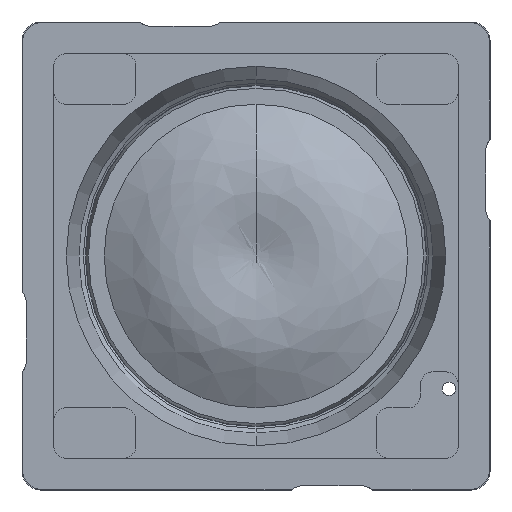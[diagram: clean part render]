
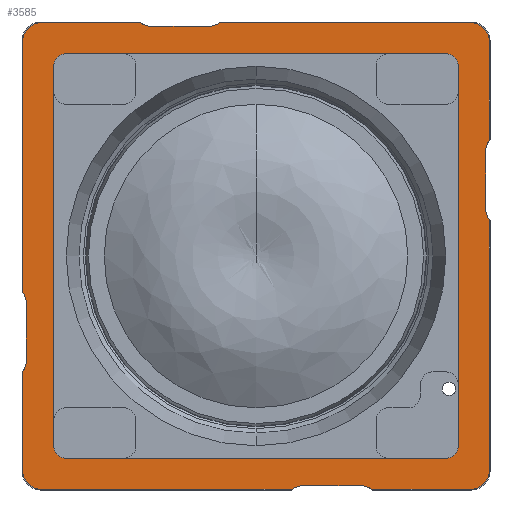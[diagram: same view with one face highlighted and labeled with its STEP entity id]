
A CAD part, front view. The second image highlights one B-rep face of the part: STEP entity #3585.
In plain terms, the highlighted planar face has unit normal (0, -1, 0).
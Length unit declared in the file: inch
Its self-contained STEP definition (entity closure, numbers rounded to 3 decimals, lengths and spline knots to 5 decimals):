
#1=DIRECTION('',(0.,0.,1.));
#2=VECTOR('',#1,6.);
#3=CARTESIAN_POINT('',(3.2,0.,-3.));
#4=LINE('',#3,#2);
#5=DIRECTION('',(-1.,0.,0.));
#6=VECTOR('',#5,6.);
#7=CARTESIAN_POINT('',(3.,0.,3.2));
#8=LINE('',#7,#6);
#9=DIRECTION('',(0.,0.,-1.));
#10=VECTOR('',#9,6.);
#11=CARTESIAN_POINT('',(-3.2,0.,3.));
#12=LINE('',#11,#10);
#13=DIRECTION('',(1.,0.,0.));
#14=VECTOR('',#13,6.);
#15=CARTESIAN_POINT('',(-3.,0.,-3.2));
#16=LINE('',#15,#14);
#17=DIRECTION('',(1.,0.,0.));
#18=VECTOR('',#17,1.56);
#19=CARTESIAN_POINT('',(-3.39,0.,3.69));
#20=LINE('',#19,#18);
#21=CARTESIAN_POINT('',(-1.65,0.,3.93));
#22=DIRECTION('',(0.,1.,0.));
#23=DIRECTION('',(0.,0.,-1.));
#24=AXIS2_PLACEMENT_3D('',#21,#22,#23);
#26=DIRECTION('',(-1.,0.,0.));
#27=VECTOR('',#26,0.9);
#28=CARTESIAN_POINT('',(-0.75,0.,3.63));
#29=LINE('',#28,#27);
#30=CARTESIAN_POINT('',(-0.75,0.,3.93));
#31=DIRECTION('',(0.,1.,0.));
#32=DIRECTION('',(0.6,0.,-0.8));
#33=AXIS2_PLACEMENT_3D('',#30,#31,#32);
#35=DIRECTION('',(1.,0.,0.));
#36=VECTOR('',#35,3.96);
#37=CARTESIAN_POINT('',(-0.57,0.,3.69));
#38=LINE('',#37,#36);
#39=CARTESIAN_POINT('',(3.39,0.,3.39));
#40=DIRECTION('',(0.,-1.,0.));
#41=DIRECTION('',(1.,0.,0.));
#42=AXIS2_PLACEMENT_3D('',#39,#40,#41);
#44=DIRECTION('',(0.,0.,-1.));
#45=VECTOR('',#44,1.56);
#46=CARTESIAN_POINT('',(3.69,0.,3.39));
#47=LINE('',#46,#45);
#48=CARTESIAN_POINT('',(3.93,0.,1.65));
#49=DIRECTION('',(0.,1.,0.));
#50=DIRECTION('',(-1.,0.,0.));
#51=AXIS2_PLACEMENT_3D('',#48,#49,#50);
#53=DIRECTION('',(0.,0.,1.));
#54=VECTOR('',#53,0.9);
#55=CARTESIAN_POINT('',(3.63,0.,0.75));
#56=LINE('',#55,#54);
#57=CARTESIAN_POINT('',(3.93,0.,0.75));
#58=DIRECTION('',(0.,1.,0.));
#59=DIRECTION('',(-0.8,0.,-0.6));
#60=AXIS2_PLACEMENT_3D('',#57,#58,#59);
#62=DIRECTION('',(0.,0.,-1.));
#63=VECTOR('',#62,3.96);
#64=CARTESIAN_POINT('',(3.69,0.,0.57));
#65=LINE('',#64,#63);
#66=CARTESIAN_POINT('',(3.39,0.,-3.39));
#67=DIRECTION('',(0.,-1.,0.));
#68=DIRECTION('',(0.,0.,-1.));
#69=AXIS2_PLACEMENT_3D('',#66,#67,#68);
#71=DIRECTION('',(-1.,0.,0.));
#72=VECTOR('',#71,1.56);
#73=CARTESIAN_POINT('',(3.39,0.,-3.69));
#74=LINE('',#73,#72);
#75=CARTESIAN_POINT('',(1.65,0.,-3.93));
#76=DIRECTION('',(0.,1.,0.));
#77=DIRECTION('',(0.,0.,1.));
#78=AXIS2_PLACEMENT_3D('',#75,#76,#77);
#80=DIRECTION('',(1.,0.,0.));
#81=VECTOR('',#80,0.9);
#82=CARTESIAN_POINT('',(0.75,0.,-3.63));
#83=LINE('',#82,#81);
#84=CARTESIAN_POINT('',(0.75,0.,-3.93));
#85=DIRECTION('',(0.,1.,0.));
#86=DIRECTION('',(-0.6,0.,0.8));
#87=AXIS2_PLACEMENT_3D('',#84,#85,#86);
#89=DIRECTION('',(-1.,0.,0.));
#90=VECTOR('',#89,3.96);
#91=CARTESIAN_POINT('',(0.57,0.,-3.69));
#92=LINE('',#91,#90);
#93=CARTESIAN_POINT('',(-3.39,0.,-3.39));
#94=DIRECTION('',(0.,-1.,0.));
#95=DIRECTION('',(-1.,0.,0.));
#96=AXIS2_PLACEMENT_3D('',#93,#94,#95);
#98=DIRECTION('',(0.,0.,1.));
#99=VECTOR('',#98,1.56);
#100=CARTESIAN_POINT('',(-3.69,0.,-3.39));
#101=LINE('',#100,#99);
#102=CARTESIAN_POINT('',(-3.93,0.,-1.65));
#103=DIRECTION('',(0.,1.,0.));
#104=DIRECTION('',(1.,0.,0.));
#105=AXIS2_PLACEMENT_3D('',#102,#103,#104);
#107=DIRECTION('',(0.,0.,-1.));
#108=VECTOR('',#107,0.9);
#109=CARTESIAN_POINT('',(-3.63,0.,-0.75));
#110=LINE('',#109,#108);
#111=CARTESIAN_POINT('',(-3.93,0.,-0.75));
#112=DIRECTION('',(0.,1.,0.));
#113=DIRECTION('',(0.8,0.,0.6));
#114=AXIS2_PLACEMENT_3D('',#111,#112,#113);
#116=DIRECTION('',(0.,0.,1.));
#117=VECTOR('',#116,3.96);
#118=CARTESIAN_POINT('',(-3.69,0.,-0.57));
#119=LINE('',#118,#117);
#120=CARTESIAN_POINT('',(-3.39,0.,3.39));
#121=DIRECTION('',(0.,-1.,0.));
#122=DIRECTION('',(0.,0.,1.));
#123=AXIS2_PLACEMENT_3D('',#120,#121,#122);
#296=CARTESIAN_POINT('',(-3.,0.,3.));
#297=DIRECTION('',(0.,1.,0.));
#298=DIRECTION('',(-1.,0.,0.));
#299=AXIS2_PLACEMENT_3D('',#296,#297,#298);
#317=CARTESIAN_POINT('',(3.,0.,3.));
#318=DIRECTION('',(0.,1.,0.));
#319=DIRECTION('',(0.,0.,1.));
#320=AXIS2_PLACEMENT_3D('',#317,#318,#319);
#515=CARTESIAN_POINT('',(3.,0.,-3.));
#516=DIRECTION('',(0.,1.,0.));
#517=DIRECTION('',(1.,0.,0.));
#518=AXIS2_PLACEMENT_3D('',#515,#516,#517);
#528=CARTESIAN_POINT('',(-3.,0.,-3.));
#529=DIRECTION('',(0.,1.,0.));
#530=DIRECTION('',(0.,0.,-1.));
#531=AXIS2_PLACEMENT_3D('',#528,#529,#530);
#3055=CARTESIAN_POINT('',(-3.2,0.,3.));
#3056=CARTESIAN_POINT('',(-3.2,0.,-3.));
#3057=VERTEX_POINT('',#3055);
#3058=VERTEX_POINT('',#3056);
#3059=CARTESIAN_POINT('',(-3.,0.,-3.2));
#3060=CARTESIAN_POINT('',(3.,0.,-3.2));
#3061=VERTEX_POINT('',#3059);
#3062=VERTEX_POINT('',#3060);
#3063=CARTESIAN_POINT('',(3.2,0.,-3.));
#3064=CARTESIAN_POINT('',(3.2,0.,3.));
#3065=VERTEX_POINT('',#3063);
#3066=VERTEX_POINT('',#3064);
#3067=CARTESIAN_POINT('',(3.,0.,3.2));
#3068=CARTESIAN_POINT('',(-3.,0.,3.2));
#3069=VERTEX_POINT('',#3067);
#3070=VERTEX_POINT('',#3068);
#3207=CARTESIAN_POINT('',(-3.63,0.,-0.75));
#3208=CARTESIAN_POINT('',(-3.63,0.,-1.65));
#3209=VERTEX_POINT('',#3207);
#3210=VERTEX_POINT('',#3208);
#3219=CARTESIAN_POINT('',(-0.75,0.,3.63));
#3220=CARTESIAN_POINT('',(-1.65,0.,3.63));
#3221=VERTEX_POINT('',#3219);
#3222=VERTEX_POINT('',#3220);
#3231=CARTESIAN_POINT('',(3.63,0.,0.75));
#3232=CARTESIAN_POINT('',(3.63,0.,1.65));
#3233=VERTEX_POINT('',#3231);
#3234=VERTEX_POINT('',#3232);
#3243=CARTESIAN_POINT('',(0.75,0.,-3.63));
#3244=CARTESIAN_POINT('',(1.65,0.,-3.63));
#3245=VERTEX_POINT('',#3243);
#3246=VERTEX_POINT('',#3244);
#3255=CARTESIAN_POINT('',(-3.39,0.,3.69));
#3256=CARTESIAN_POINT('',(-1.83,0.,3.69));
#3257=VERTEX_POINT('',#3255);
#3258=VERTEX_POINT('',#3256);
#3259=CARTESIAN_POINT('',(-0.57,0.,3.69));
#3260=CARTESIAN_POINT('',(3.39,0.,3.69));
#3261=VERTEX_POINT('',#3259);
#3262=VERTEX_POINT('',#3260);
#3263=CARTESIAN_POINT('',(3.69,0.,3.39));
#3264=CARTESIAN_POINT('',(3.69,0.,1.83));
#3265=VERTEX_POINT('',#3263);
#3266=VERTEX_POINT('',#3264);
#3267=CARTESIAN_POINT('',(3.69,0.,0.57));
#3268=CARTESIAN_POINT('',(3.69,0.,-3.39));
#3269=VERTEX_POINT('',#3267);
#3270=VERTEX_POINT('',#3268);
#3271=CARTESIAN_POINT('',(3.39,0.,-3.69));
#3272=CARTESIAN_POINT('',(1.83,0.,-3.69));
#3273=VERTEX_POINT('',#3271);
#3274=VERTEX_POINT('',#3272);
#3275=CARTESIAN_POINT('',(0.57,0.,-3.69));
#3276=CARTESIAN_POINT('',(-3.39,0.,-3.69));
#3277=VERTEX_POINT('',#3275);
#3278=VERTEX_POINT('',#3276);
#3279=CARTESIAN_POINT('',(-3.69,0.,-3.39));
#3280=CARTESIAN_POINT('',(-3.69,0.,-1.83));
#3281=VERTEX_POINT('',#3279);
#3282=VERTEX_POINT('',#3280);
#3283=CARTESIAN_POINT('',(-3.69,0.,-0.57));
#3284=CARTESIAN_POINT('',(-3.69,0.,3.39));
#3285=VERTEX_POINT('',#3283);
#3286=VERTEX_POINT('',#3284);
#3512=CARTESIAN_POINT('',(0.,0.,0.));
#3513=DIRECTION('',(0.,1.,0.));
#3514=DIRECTION('',(1.,0.,0.));
#3515=AXIS2_PLACEMENT_3D('',#3512,#3513,#3514);
#3516=PLANE('',#3515);
#3518=ORIENTED_EDGE('',*,*,#3517,.T.);
#3520=ORIENTED_EDGE('',*,*,#3519,.F.);
#3522=ORIENTED_EDGE('',*,*,#3521,.F.);
#3524=ORIENTED_EDGE('',*,*,#3523,.F.);
#3526=ORIENTED_EDGE('',*,*,#3525,.T.);
#3528=ORIENTED_EDGE('',*,*,#3527,.F.);
#3530=ORIENTED_EDGE('',*,*,#3529,.T.);
#3532=ORIENTED_EDGE('',*,*,#3531,.F.);
#3534=ORIENTED_EDGE('',*,*,#3533,.F.);
#3536=ORIENTED_EDGE('',*,*,#3535,.F.);
#3538=ORIENTED_EDGE('',*,*,#3537,.T.);
#3540=ORIENTED_EDGE('',*,*,#3539,.F.);
#3542=ORIENTED_EDGE('',*,*,#3541,.T.);
#3544=ORIENTED_EDGE('',*,*,#3543,.F.);
#3546=ORIENTED_EDGE('',*,*,#3545,.F.);
#3548=ORIENTED_EDGE('',*,*,#3547,.F.);
#3550=ORIENTED_EDGE('',*,*,#3549,.T.);
#3552=ORIENTED_EDGE('',*,*,#3551,.F.);
#3554=ORIENTED_EDGE('',*,*,#3553,.T.);
#3556=ORIENTED_EDGE('',*,*,#3555,.F.);
#3558=ORIENTED_EDGE('',*,*,#3557,.F.);
#3560=ORIENTED_EDGE('',*,*,#3559,.F.);
#3562=ORIENTED_EDGE('',*,*,#3561,.T.);
#3564=ORIENTED_EDGE('',*,*,#3563,.F.);
#3565=EDGE_LOOP('',(#3518,#3520,#3522,#3524,#3526,#3528,#3530,#3532,#3534,#3536,
#3538,#3540,#3542,#3544,#3546,#3548,#3550,#3552,#3554,#3556,#3558,#3560,#3562,
#3564));
#3566=FACE_OUTER_BOUND('',#3565,.F.);
#3568=ORIENTED_EDGE('',*,*,#3567,.T.);
#3570=ORIENTED_EDGE('',*,*,#3569,.F.);
#3572=ORIENTED_EDGE('',*,*,#3571,.T.);
#3574=ORIENTED_EDGE('',*,*,#3573,.F.);
#3576=ORIENTED_EDGE('',*,*,#3575,.T.);
#3578=ORIENTED_EDGE('',*,*,#3577,.F.);
#3580=ORIENTED_EDGE('',*,*,#3579,.T.);
#3582=ORIENTED_EDGE('',*,*,#3581,.F.);
#3583=EDGE_LOOP('',(#3568,#3570,#3572,#3574,#3576,#3578,#3580,#3582));
#3584=FACE_BOUND('',#3583,.F.);
#25=CIRCLE('',#24,0.3);
#34=CIRCLE('',#33,0.3);
#43=CIRCLE('',#42,0.3);
#52=CIRCLE('',#51,0.3);
#61=CIRCLE('',#60,0.3);
#70=CIRCLE('',#69,0.3);
#79=CIRCLE('',#78,0.3);
#88=CIRCLE('',#87,0.3);
#97=CIRCLE('',#96,0.3);
#106=CIRCLE('',#105,0.3);
#115=CIRCLE('',#114,0.3);
#124=CIRCLE('',#123,0.3);
#300=CIRCLE('',#299,0.2);
#321=CIRCLE('',#320,0.2);
#519=CIRCLE('',#518,0.2);
#532=CIRCLE('',#531,0.2);
#3517=EDGE_CURVE('',#3257,#3258,#20,.T.);
#3519=EDGE_CURVE('',#3222,#3258,#25,.T.);
#3521=EDGE_CURVE('',#3221,#3222,#29,.T.);
#3523=EDGE_CURVE('',#3261,#3221,#34,.T.);
#3525=EDGE_CURVE('',#3261,#3262,#38,.T.);
#3527=EDGE_CURVE('',#3265,#3262,#43,.T.);
#3529=EDGE_CURVE('',#3265,#3266,#47,.T.);
#3531=EDGE_CURVE('',#3234,#3266,#52,.T.);
#3533=EDGE_CURVE('',#3233,#3234,#56,.T.);
#3535=EDGE_CURVE('',#3269,#3233,#61,.T.);
#3537=EDGE_CURVE('',#3269,#3270,#65,.T.);
#3539=EDGE_CURVE('',#3273,#3270,#70,.T.);
#3541=EDGE_CURVE('',#3273,#3274,#74,.T.);
#3543=EDGE_CURVE('',#3246,#3274,#79,.T.);
#3545=EDGE_CURVE('',#3245,#3246,#83,.T.);
#3547=EDGE_CURVE('',#3277,#3245,#88,.T.);
#3549=EDGE_CURVE('',#3277,#3278,#92,.T.);
#3551=EDGE_CURVE('',#3281,#3278,#97,.T.);
#3553=EDGE_CURVE('',#3281,#3282,#101,.T.);
#3555=EDGE_CURVE('',#3210,#3282,#106,.T.);
#3557=EDGE_CURVE('',#3209,#3210,#110,.T.);
#3559=EDGE_CURVE('',#3285,#3209,#115,.T.);
#3561=EDGE_CURVE('',#3285,#3286,#119,.T.);
#3563=EDGE_CURVE('',#3257,#3286,#124,.T.);
#3567=EDGE_CURVE('',#3065,#3066,#4,.T.);
#3569=EDGE_CURVE('',#3069,#3066,#321,.T.);
#3571=EDGE_CURVE('',#3069,#3070,#8,.T.);
#3573=EDGE_CURVE('',#3057,#3070,#300,.T.);
#3575=EDGE_CURVE('',#3057,#3058,#12,.T.);
#3577=EDGE_CURVE('',#3061,#3058,#532,.T.);
#3579=EDGE_CURVE('',#3061,#3062,#16,.T.);
#3581=EDGE_CURVE('',#3065,#3062,#519,.T.);
#3585=ADVANCED_FACE('',(#3566,#3584),#3516,.F.);
